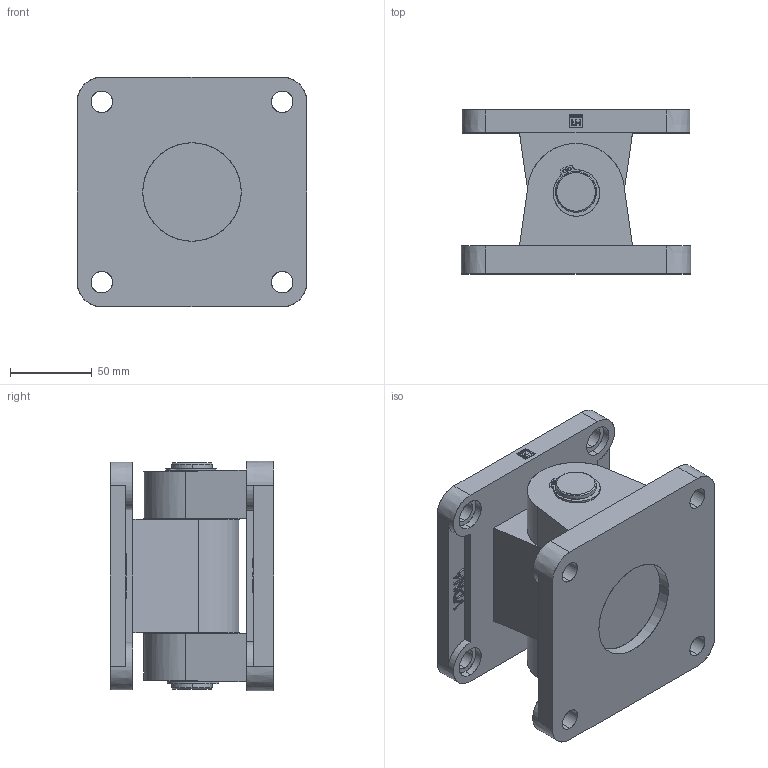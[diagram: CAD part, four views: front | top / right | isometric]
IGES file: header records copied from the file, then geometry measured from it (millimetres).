
Start section: SolidWorks IGES file using analytic representation for surfaces
Global section: file name: EM_I_UPK_125_A.IGS; native system: SolidWorks 2013; preprocessor: SolidWorks 2013; author: technolog3; date: 141023.083134; units: millimetre
Bounding box: 140 x 100 x 140 mm (x, y, z)
Surface area: 153851.2 mm2 (no closed solid volume)
Topology: 0 solids, 0 shells, 510 faces, 6849 edges, 6849 vertices
Faces by surface type: bspline 403, revolution 107
